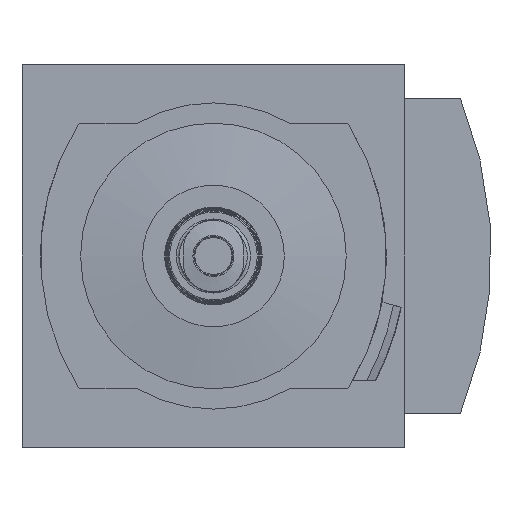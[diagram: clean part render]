
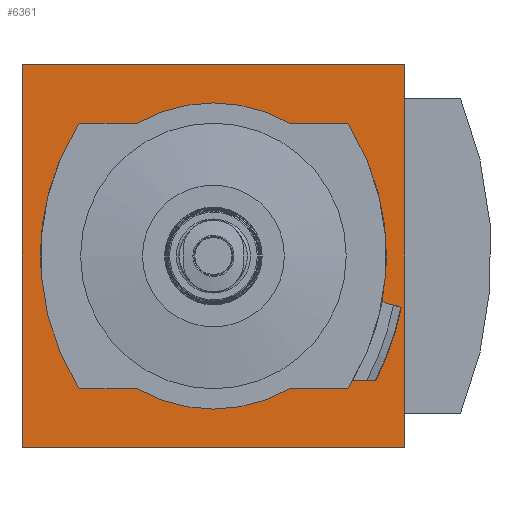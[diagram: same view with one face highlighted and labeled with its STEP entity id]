
A CAD part, front view. The second image highlights one B-rep face of the part: STEP entity #6361.
In plain terms, the highlighted planar face has unit normal (0, -1, 0).
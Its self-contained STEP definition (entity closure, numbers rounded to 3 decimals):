
#131=PLANE('',#6670);
#460=LINE('',#8838,#932);
#461=LINE('',#8841,#933);
#462=LINE('',#8843,#934);
#463=LINE('',#8845,#935);
#464=LINE('',#8846,#936);
#465=LINE('',#8850,#937);
#466=LINE('',#8853,#938);
#467=LINE('',#8857,#939);
#468=LINE('',#8862,#940);
#469=LINE('',#8866,#941);
#932=VECTOR('',#7389,1000.);
#933=VECTOR('',#7390,1000.);
#934=VECTOR('',#7391,1000.);
#935=VECTOR('',#7392,1000.);
#936=VECTOR('',#7393,1000.);
#937=VECTOR('',#7396,1000.);
#938=VECTOR('',#7399,1000.);
#939=VECTOR('',#7402,1000.);
#940=VECTOR('',#7407,1000.);
#941=VECTOR('',#7410,1000.);
#1229=CIRCLE('',#6662,40.);
#1231=CIRCLE('',#6664,40.);
#1235=CIRCLE('',#6669,40.);
#1236=CIRCLE('',#6671,41.2);
#1237=CIRCLE('',#6672,0.5);
#1238=CIRCLE('',#6673,24.8);
#1239=CIRCLE('',#6674,0.5);
#1240=CIRCLE('',#6675,0.5);
#1241=CIRCLE('',#6676,24.8);
#1242=CIRCLE('',#6677,0.5);
#1698=ORIENTED_EDGE('',*,*,#2882,.F.);
#1699=ORIENTED_EDGE('',*,*,#2883,.F.);
#1700=ORIENTED_EDGE('',*,*,#2884,.F.);
#1701=ORIENTED_EDGE('',*,*,#2885,.F.);
#1702=ORIENTED_EDGE('',*,*,#2871,.T.);
#1703=ORIENTED_EDGE('',*,*,#2886,.F.);
#1704=ORIENTED_EDGE('',*,*,#2887,.F.);
#1705=ORIENTED_EDGE('',*,*,#2888,.F.);
#1706=ORIENTED_EDGE('',*,*,#2867,.T.);
#1707=ORIENTED_EDGE('',*,*,#2889,.T.);
#1708=ORIENTED_EDGE('',*,*,#2890,.T.);
#1709=ORIENTED_EDGE('',*,*,#2891,.T.);
#1710=ORIENTED_EDGE('',*,*,#2892,.T.);
#1711=ORIENTED_EDGE('',*,*,#2893,.T.);
#1712=ORIENTED_EDGE('',*,*,#2879,.T.);
#1713=ORIENTED_EDGE('',*,*,#2894,.T.);
#1714=ORIENTED_EDGE('',*,*,#2895,.T.);
#1715=ORIENTED_EDGE('',*,*,#2896,.T.);
#1716=ORIENTED_EDGE('',*,*,#2897,.T.);
#1717=ORIENTED_EDGE('',*,*,#2898,.T.);
#2867=EDGE_CURVE('',#3460,#3459,#1229,.T.);
#2871=EDGE_CURVE('',#3456,#3463,#1231,.T.);
#2879=EDGE_CURVE('',#3468,#3471,#1235,.T.);
#2882=EDGE_CURVE('',#3472,#3473,#460,.T.);
#2883=EDGE_CURVE('',#3474,#3472,#461,.T.);
#2884=EDGE_CURVE('',#3475,#3474,#462,.T.);
#2885=EDGE_CURVE('',#3473,#3475,#463,.T.);
#2886=EDGE_CURVE('',#3476,#3463,#464,.T.);
#2887=EDGE_CURVE('',#3477,#3476,#1236,.F.);
#2888=EDGE_CURVE('',#3460,#3477,#465,.T.);
#2889=EDGE_CURVE('',#3459,#3478,#1237,.T.);
#2890=EDGE_CURVE('',#3478,#3479,#466,.T.);
#2891=EDGE_CURVE('',#3479,#3480,#1238,.T.);
#2892=EDGE_CURVE('',#3480,#3481,#467,.T.);
#2893=EDGE_CURVE('',#3481,#3468,#1239,.T.);
#2894=EDGE_CURVE('',#3471,#3482,#1240,.T.);
#2895=EDGE_CURVE('',#3482,#3483,#468,.T.);
#2896=EDGE_CURVE('',#3483,#3484,#1241,.T.);
#2897=EDGE_CURVE('',#3484,#3485,#469,.T.);
#2898=EDGE_CURVE('',#3485,#3456,#1242,.T.);
#3456=VERTEX_POINT('',#8803);
#3459=VERTEX_POINT('',#8808);
#3460=VERTEX_POINT('',#8810);
#3463=VERTEX_POINT('',#8816);
#3468=VERTEX_POINT('',#8828);
#3471=VERTEX_POINT('',#8833);
#3472=VERTEX_POINT('',#8839);
#3473=VERTEX_POINT('',#8840);
#3474=VERTEX_POINT('',#8842);
#3475=VERTEX_POINT('',#8844);
#3476=VERTEX_POINT('',#8847);
#3477=VERTEX_POINT('',#8849);
#3478=VERTEX_POINT('',#8852);
#3479=VERTEX_POINT('',#8854);
#3480=VERTEX_POINT('',#8856);
#3481=VERTEX_POINT('',#8858);
#3482=VERTEX_POINT('',#8861);
#3483=VERTEX_POINT('',#8863);
#3484=VERTEX_POINT('',#8865);
#3485=VERTEX_POINT('',#8867);
#3827=EDGE_LOOP('',(#1698,#1699,#1700,#1701));
#3828=EDGE_LOOP('',(#1702,#1703,#1704,#1705,#1706,#1707,#1708,#1709,#1710,
#1711,#1712,#1713,#1714,#1715,#1716,#1717));
#4152=FACE_BOUND('',#3827,.T.);
#4153=FACE_BOUND('',#3828,.T.);
#6361=ADVANCED_FACE('',(#4152,#4153),#131,.F.);
#6662=AXIS2_PLACEMENT_3D('',#8809,#7363,#7364);
#6664=AXIS2_PLACEMENT_3D('',#8817,#7369,#7370);
#6669=AXIS2_PLACEMENT_3D('',#8834,#7383,#7384);
#6670=AXIS2_PLACEMENT_3D('',#8837,#7387,#7388);
#6671=AXIS2_PLACEMENT_3D('',#8848,#7394,#7395);
#6672=AXIS2_PLACEMENT_3D('',#8851,#7397,#7398);
#6673=AXIS2_PLACEMENT_3D('',#8855,#7400,#7401);
#6674=AXIS2_PLACEMENT_3D('',#8859,#7403,#7404);
#6675=AXIS2_PLACEMENT_3D('',#8860,#7405,#7406);
#6676=AXIS2_PLACEMENT_3D('',#8864,#7408,#7409);
#6677=AXIS2_PLACEMENT_3D('',#8868,#7411,#7412);
#7363=DIRECTION('',(0.,1.,0.));
#7364=DIRECTION('',(1.,0.,0.));
#7369=DIRECTION('',(0.,1.,0.));
#7370=DIRECTION('',(1.,0.,0.));
#7383=DIRECTION('',(0.,1.,0.));
#7384=DIRECTION('',(1.,0.,0.));
#7387=DIRECTION('',(0.,1.,0.));
#7388=DIRECTION('',(0.,0.,1.));
#7389=DIRECTION('',(-1.,0.,0.));
#7390=DIRECTION('',(0.,0.,-1.));
#7391=DIRECTION('',(1.,0.,0.));
#7392=DIRECTION('',(0.,0.,1.));
#7393=DIRECTION('',(-0.966,0.,0.259));
#7394=DIRECTION('',(0.,1.,0.));
#7395=DIRECTION('',(0.,0.,1.));
#7396=DIRECTION('',(1.,0.,0.));
#7397=DIRECTION('',(0.,1.,0.));
#7398=DIRECTION('',(1.,0.,0.));
#7399=DIRECTION('',(-1.,0.,0.));
#7400=DIRECTION('',(0.,1.,0.));
#7401=DIRECTION('',(1.,0.,0.));
#7402=DIRECTION('',(-1.,0.,0.));
#7403=DIRECTION('',(0.,1.,0.));
#7404=DIRECTION('',(1.,0.,0.));
#7405=DIRECTION('',(0.,1.,0.));
#7406=DIRECTION('',(1.,0.,0.));
#7407=DIRECTION('',(1.,0.,0.));
#7408=DIRECTION('',(0.,1.,0.));
#7409=DIRECTION('',(1.,0.,0.));
#7410=DIRECTION('',(1.,0.,0.));
#7411=DIRECTION('',(0.,1.,0.));
#7412=DIRECTION('',(1.,0.,0.));
#8803=CARTESIAN_POINT('',(21.879,-45.5,21.266));
#8808=CARTESIAN_POINT('',(21.879,-45.5,-21.266));
#8809=CARTESIAN_POINT('',(-12.,-45.5,0.));
#8810=CARTESIAN_POINT('',(22.554,-45.5,-20.15));
#8816=CARTESIAN_POINT('',(27.298,-45.5,-7.463));
#8817=CARTESIAN_POINT('',(-12.,-45.5,0.));
#8828=CARTESIAN_POINT('',(-21.879,-45.5,-21.266));
#8833=CARTESIAN_POINT('',(-21.879,-45.5,21.266));
#8834=CARTESIAN_POINT('',(12.,-45.5,0.));
#8837=CARTESIAN_POINT('',(0.,-45.5,0.));
#8838=CARTESIAN_POINT('',(31.,-45.5,-31.));
#8839=CARTESIAN_POINT('',(31.,-45.5,-31.));
#8840=CARTESIAN_POINT('',(-31.,-45.5,-31.));
#8841=CARTESIAN_POINT('',(31.,-45.5,31.));
#8842=CARTESIAN_POINT('',(31.,-45.5,31.));
#8843=CARTESIAN_POINT('',(-31.,-45.5,31.));
#8844=CARTESIAN_POINT('',(-31.,-45.5,31.));
#8845=CARTESIAN_POINT('',(-31.,-45.5,-31.));
#8846=CARTESIAN_POINT('',(30.42,-45.5,-8.3));
#8847=CARTESIAN_POINT('',(28.487,-45.5,-7.782));
#8848=CARTESIAN_POINT('',(-12.,-45.5,-0.15));
#8849=CARTESIAN_POINT('',(24.02,-45.5,-20.15));
#8850=CARTESIAN_POINT('',(0.,-45.5,-20.15));
#8851=CARTESIAN_POINT('',(21.455,-45.5,-21.));
#8852=CARTESIAN_POINT('',(21.455,-45.5,-21.5));
#8853=CARTESIAN_POINT('',(21.455,-45.5,-21.5));
#8854=CARTESIAN_POINT('',(12.361,-45.5,-21.5));
#8855=CARTESIAN_POINT('',(0.,-45.5,0.));
#8856=CARTESIAN_POINT('',(-12.361,-45.5,-21.5));
#8857=CARTESIAN_POINT('',(-12.361,-45.5,-21.5));
#8858=CARTESIAN_POINT('',(-21.455,-45.5,-21.5));
#8859=CARTESIAN_POINT('',(-21.455,-45.5,-21.));
#8860=CARTESIAN_POINT('',(-21.455,-45.5,21.));
#8861=CARTESIAN_POINT('',(-21.455,-45.5,21.5));
#8862=CARTESIAN_POINT('',(-21.455,-45.5,21.5));
#8863=CARTESIAN_POINT('',(-12.361,-45.5,21.5));
#8864=CARTESIAN_POINT('',(0.,-45.5,0.));
#8865=CARTESIAN_POINT('',(12.361,-45.5,21.5));
#8866=CARTESIAN_POINT('',(12.361,-45.5,21.5));
#8867=CARTESIAN_POINT('',(21.455,-45.5,21.5));
#8868=CARTESIAN_POINT('',(21.455,-45.5,21.));
